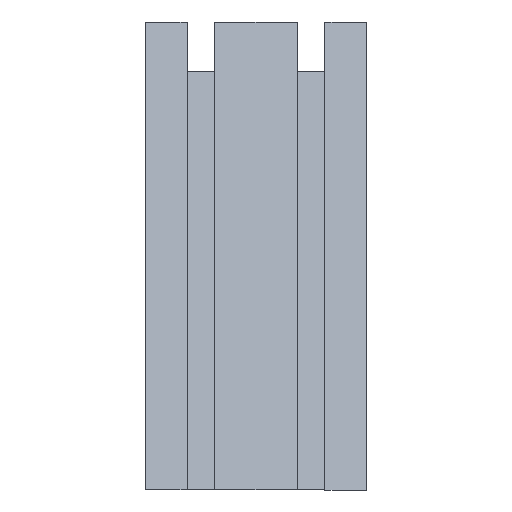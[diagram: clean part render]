
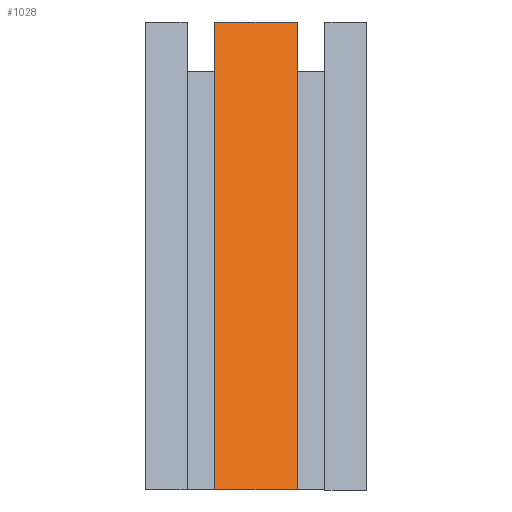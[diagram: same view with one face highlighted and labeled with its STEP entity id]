
A CAD part, front view. The second image highlights one B-rep face of the part: STEP entity #1028.
In plain terms, the highlighted planar face has unit normal (0, -0.707, 0.707).
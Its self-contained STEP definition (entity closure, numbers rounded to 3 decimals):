
#260=CARTESIAN_POINT('',(-0.375,0.001,4.243));
#261=VERTEX_POINT('',#260);
#268=CARTESIAN_POINT('',(0.375,0.001,4.243));
#269=VERTEX_POINT('',#268);
#270=CARTESIAN_POINT('',(-0.375,0.001,4.243));
#271=DIRECTION('',(1.0,0.0,0.0));
#272=VECTOR('',#271,0.75);
#273=LINE('',#270,#272);
#274=EDGE_CURVE('',#261,#269,#273,.T.);
#593=CARTESIAN_POINT('',(0.375,-4.242,0.));
#594=VERTEX_POINT('',#593);
#595=CARTESIAN_POINT('',(0.375,0.001,4.243));
#596=DIRECTION('',(0.0,-0.707,-0.707));
#597=VECTOR('',#596,6.0);
#598=LINE('',#595,#597);
#599=EDGE_CURVE('',#269,#594,#598,.T.);
#625=CARTESIAN_POINT('',(-0.375,-4.242,0.));
#626=VERTEX_POINT('',#625);
#633=CARTESIAN_POINT('',(-0.375,0.001,4.243));
#634=DIRECTION('',(0.0,-0.707,-0.707));
#635=VECTOR('',#634,6.0);
#636=LINE('',#633,#635);
#637=EDGE_CURVE('',#261,#626,#636,.T.);
#703=CARTESIAN_POINT('',(-0.375,-4.242,0.));
#704=DIRECTION('',(1.0,0.0,0.0));
#705=VECTOR('',#704,0.75);
#706=LINE('',#703,#705);
#707=EDGE_CURVE('',#626,#594,#706,.T.);
#1017=CARTESIAN_POINT('',(0.,0.001,4.243));
#1018=DIRECTION('',(0.,-0.707,0.707));
#1019=DIRECTION('',(0.0,-0.707,-0.707));
#1020=AXIS2_PLACEMENT_3D('',#1017,#1018,#1019);
#1021=PLANE('',#1020);
#1022=ORIENTED_EDGE('',*,*,#707,.T.);
#1023=ORIENTED_EDGE('',*,*,#599,.F.);
#1024=ORIENTED_EDGE('',*,*,#274,.F.);
#1025=ORIENTED_EDGE('',*,*,#637,.T.);
#1026=EDGE_LOOP('',(#1022,#1023,#1024,#1025));
#1027=FACE_OUTER_BOUND('',#1026,.T.);
#1028=ADVANCED_FACE('',(#1027),#1021,.T.);
